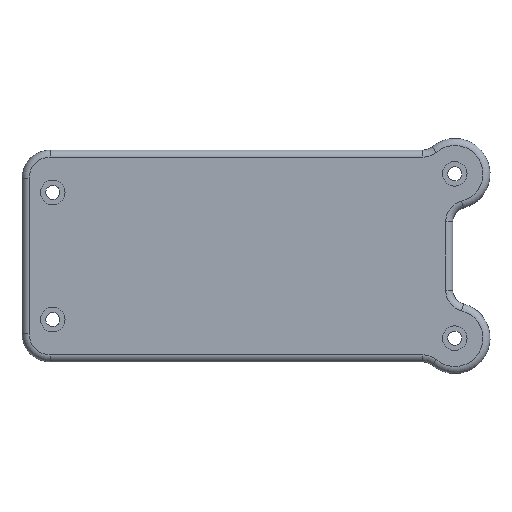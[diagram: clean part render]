
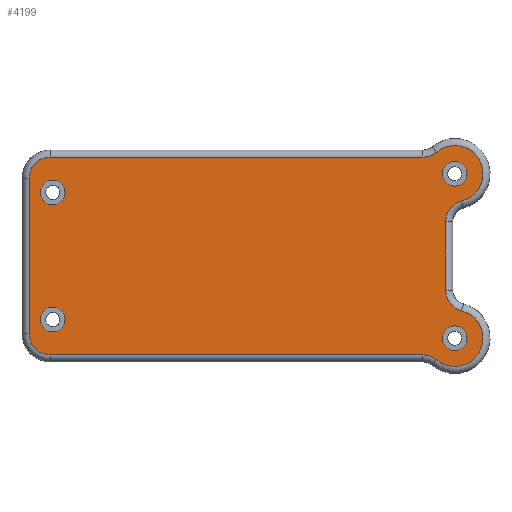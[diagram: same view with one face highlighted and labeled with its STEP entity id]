
A CAD part, front view. The second image highlights one B-rep face of the part: STEP entity #4199.
In plain terms, the highlighted planar face has unit normal (0, -1, 0).
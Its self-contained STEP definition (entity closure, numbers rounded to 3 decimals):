
#2=CARTESIAN_POINT('',(-26.15,0.,9.));
#3=DIRECTION('',(0.,1.,0.));
#4=DIRECTION('',(-1.,0.,0.));
#5=AXIS2_PLACEMENT_3D('',#2,#3,#4);
#7=CARTESIAN_POINT('',(-26.15,0.,9.));
#8=DIRECTION('',(0.,1.,0.));
#9=DIRECTION('',(1.,0.,0.));
#10=AXIS2_PLACEMENT_3D('',#7,#8,#9);
#12=CARTESIAN_POINT('',(-26.15,0.,-9.));
#13=DIRECTION('',(0.,1.,0.));
#14=DIRECTION('',(-1.,0.,0.));
#15=AXIS2_PLACEMENT_3D('',#12,#13,#14);
#17=CARTESIAN_POINT('',(-26.15,0.,-9.));
#18=DIRECTION('',(0.,1.,0.));
#19=DIRECTION('',(1.,0.,0.));
#20=AXIS2_PLACEMENT_3D('',#17,#18,#19);
#22=CARTESIAN_POINT('',(30.775,0.,11.642));
#23=DIRECTION('',(0.,1.,0.));
#24=DIRECTION('',(-1.,0.,0.));
#25=AXIS2_PLACEMENT_3D('',#22,#23,#24);
#27=CARTESIAN_POINT('',(30.775,0.,11.642));
#28=DIRECTION('',(0.,1.,0.));
#29=DIRECTION('',(1.,0.,0.));
#30=AXIS2_PLACEMENT_3D('',#27,#28,#29);
#32=CARTESIAN_POINT('',(30.775,0.,-11.642));
#33=DIRECTION('',(0.,1.,0.));
#34=DIRECTION('',(-1.,0.,0.));
#35=AXIS2_PLACEMENT_3D('',#32,#33,#34);
#37=CARTESIAN_POINT('',(30.775,0.,-11.642));
#38=DIRECTION('',(0.,1.,0.));
#39=DIRECTION('',(1.,0.,0.));
#40=AXIS2_PLACEMENT_3D('',#37,#38,#39);
#42=CARTESIAN_POINT('',(32.5,0.,-4.858));
#43=DIRECTION('',(0.,1.,0.));
#44=DIRECTION('',(-0.246,0.,-0.969));
#45=AXIS2_PLACEMENT_3D('',#42,#43,#44);
#47=CARTESIAN_POINT('',(30.775,0.,-11.642));
#48=DIRECTION('',(0.,-1.,0.));
#49=DIRECTION('',(-0.644,0.,-0.765));
#50=AXIS2_PLACEMENT_3D('',#47,#48,#49);
#52=CARTESIAN_POINT('',(26.27,0.,-17.));
#53=DIRECTION('',(0.,1.,0.));
#54=DIRECTION('',(0.,0.,1.));
#55=AXIS2_PLACEMENT_3D('',#52,#53,#54);
#57=DIRECTION('',(1.,0.,0.));
#58=VECTOR('',#57,52.77);
#59=CARTESIAN_POINT('',(-26.5,0.,-14.));
#60=LINE('',#59,#58);
#61=CARTESIAN_POINT('',(-26.5,0.,-11.));
#62=DIRECTION('',(0.,-1.,0.));
#63=DIRECTION('',(-1.,0.,0.));
#64=AXIS2_PLACEMENT_3D('',#61,#62,#63);
#66=DIRECTION('',(0.,0.,-1.));
#67=VECTOR('',#66,22.);
#68=CARTESIAN_POINT('',(-29.5,0.,11.));
#69=LINE('',#68,#67);
#70=CARTESIAN_POINT('',(-26.5,0.,11.));
#71=DIRECTION('',(0.,-1.,0.));
#72=DIRECTION('',(0.,0.,1.));
#73=AXIS2_PLACEMENT_3D('',#70,#71,#72);
#75=DIRECTION('',(-1.,0.,0.));
#76=VECTOR('',#75,52.77);
#77=CARTESIAN_POINT('',(26.27,0.,14.));
#78=LINE('',#77,#76);
#79=CARTESIAN_POINT('',(26.27,0.,17.));
#80=DIRECTION('',(0.,1.,0.));
#81=DIRECTION('',(0.644,0.,-0.765));
#82=AXIS2_PLACEMENT_3D('',#79,#80,#81);
#84=CARTESIAN_POINT('',(30.775,0.,11.642));
#85=DIRECTION('',(0.,-1.,0.));
#86=DIRECTION('',(0.246,0.,-0.969));
#87=AXIS2_PLACEMENT_3D('',#84,#85,#86);
#89=CARTESIAN_POINT('',(32.5,0.,4.858));
#90=DIRECTION('',(0.,1.,0.));
#91=DIRECTION('',(-1.,0.,0.));
#92=AXIS2_PLACEMENT_3D('',#89,#90,#91);
#94=DIRECTION('',(0.,0.,1.));
#95=VECTOR('',#94,9.717);
#96=CARTESIAN_POINT('',(29.5,0.,-4.858));
#97=LINE('',#96,#95);
#3516=CARTESIAN_POINT('',(-27.9,0.,9.));
#3517=CARTESIAN_POINT('',(-24.4,0.,9.));
#3518=VERTEX_POINT('',#3516);
#3519=VERTEX_POINT('',#3517);
#3520=CARTESIAN_POINT('',(-27.9,0.,-9.));
#3521=CARTESIAN_POINT('',(-24.4,0.,-9.));
#3522=VERTEX_POINT('',#3520);
#3523=VERTEX_POINT('',#3521);
#3976=CARTESIAN_POINT('',(29.025,0.,11.642));
#3977=CARTESIAN_POINT('',(32.525,0.,11.642));
#3978=VERTEX_POINT('',#3976);
#3979=VERTEX_POINT('',#3977);
#3980=CARTESIAN_POINT('',(29.025,0.,-11.642));
#3981=CARTESIAN_POINT('',(32.525,0.,-11.642));
#3982=VERTEX_POINT('',#3980);
#3983=VERTEX_POINT('',#3981);
#4000=CARTESIAN_POINT('',(31.761,0.,
-7.766));
#4001=CARTESIAN_POINT('',(29.5,0.,
-4.858));
#4002=VERTEX_POINT('',#4000);
#4003=VERTEX_POINT('',#4001);
#4008=CARTESIAN_POINT('',(29.5,0.,4.858));
#4009=VERTEX_POINT('',#4008);
#4012=CARTESIAN_POINT('',(31.761,0.,
7.766));
#4013=VERTEX_POINT('',#4012);
#4016=CARTESIAN_POINT('',(28.201,0.,
14.704));
#4017=VERTEX_POINT('',#4016);
#4020=CARTESIAN_POINT('',(26.27,0.,
14.));
#4021=VERTEX_POINT('',#4020);
#4024=CARTESIAN_POINT('',(-26.5,0.,14.));
#4025=VERTEX_POINT('',#4024);
#4028=CARTESIAN_POINT('',(-29.5,0.,11.));
#4029=VERTEX_POINT('',#4028);
#4032=CARTESIAN_POINT('',(-29.5,0.,-11.));
#4033=VERTEX_POINT('',#4032);
#4036=CARTESIAN_POINT('',(-26.5,0.,-14.));
#4037=VERTEX_POINT('',#4036);
#4040=CARTESIAN_POINT('',(26.27,0.,-14.));
#4041=VERTEX_POINT('',#4040);
#4044=CARTESIAN_POINT('',(28.201,0.,
-14.704));
#4045=VERTEX_POINT('',#4044);
#4144=CARTESIAN_POINT('',(0.,0.,0.));
#4145=DIRECTION('',(0.,1.,0.));
#4146=DIRECTION('',(1.,0.,0.));
#4147=AXIS2_PLACEMENT_3D('',#4144,#4145,#4146);
#4148=PLANE('',#4147);
#4150=ORIENTED_EDGE('',*,*,#4149,.F.);
#4152=ORIENTED_EDGE('',*,*,#4151,.F.);
#4154=ORIENTED_EDGE('',*,*,#4153,.F.);
#4156=ORIENTED_EDGE('',*,*,#4155,.F.);
#4158=ORIENTED_EDGE('',*,*,#4157,.F.);
#4160=ORIENTED_EDGE('',*,*,#4159,.F.);
#4162=ORIENTED_EDGE('',*,*,#4161,.F.);
#4164=ORIENTED_EDGE('',*,*,#4163,.F.);
#4166=ORIENTED_EDGE('',*,*,#4165,.F.);
#4168=ORIENTED_EDGE('',*,*,#4167,.F.);
#4170=ORIENTED_EDGE('',*,*,#4169,.F.);
#4172=ORIENTED_EDGE('',*,*,#4171,.F.);
#4173=EDGE_LOOP('',(#4150,#4152,#4154,#4156,#4158,#4160,#4162,#4164,#4166,#4168,
#4170,#4172));
#4174=FACE_OUTER_BOUND('',#4173,.F.);
#4176=ORIENTED_EDGE('',*,*,#4175,.F.);
#4178=ORIENTED_EDGE('',*,*,#4177,.F.);
#4179=EDGE_LOOP('',(#4176,#4178));
#4180=FACE_BOUND('',#4179,.F.);
#4182=ORIENTED_EDGE('',*,*,#4181,.F.);
#4184=ORIENTED_EDGE('',*,*,#4183,.F.);
#4185=EDGE_LOOP('',(#4182,#4184));
#4186=FACE_BOUND('',#4185,.F.);
#4188=ORIENTED_EDGE('',*,*,#4187,.F.);
#4190=ORIENTED_EDGE('',*,*,#4189,.F.);
#4191=EDGE_LOOP('',(#4188,#4190));
#4192=FACE_BOUND('',#4191,.F.);
#4194=ORIENTED_EDGE('',*,*,#4193,.F.);
#4196=ORIENTED_EDGE('',*,*,#4195,.F.);
#4197=EDGE_LOOP('',(#4194,#4196));
#4198=FACE_BOUND('',#4197,.F.);
#4199=ADVANCED_FACE('',(#4174,#4180,#4186,#4192,#4198),#4148,.F.);
#6=CIRCLE('',#5,1.75);
#11=CIRCLE('',#10,1.75);
#16=CIRCLE('',#15,1.75);
#21=CIRCLE('',#20,1.75);
#26=CIRCLE('',#25,1.75);
#31=CIRCLE('',#30,1.75);
#36=CIRCLE('',#35,1.75);
#41=CIRCLE('',#40,1.75);
#46=CIRCLE('',#45,3.);
#51=CIRCLE('',#50,4.);
#56=CIRCLE('',#55,3.);
#65=CIRCLE('',#64,3.);
#74=CIRCLE('',#73,3.);
#83=CIRCLE('',#82,3.);
#88=CIRCLE('',#87,4.);
#93=CIRCLE('',#92,3.);
#4149=EDGE_CURVE('',#4002,#4003,#46,.T.);
#4151=EDGE_CURVE('',#4045,#4002,#51,.T.);
#4153=EDGE_CURVE('',#4041,#4045,#56,.T.);
#4155=EDGE_CURVE('',#4037,#4041,#60,.T.);
#4157=EDGE_CURVE('',#4033,#4037,#65,.T.);
#4159=EDGE_CURVE('',#4029,#4033,#69,.T.);
#4161=EDGE_CURVE('',#4025,#4029,#74,.T.);
#4163=EDGE_CURVE('',#4021,#4025,#78,.T.);
#4165=EDGE_CURVE('',#4017,#4021,#83,.T.);
#4167=EDGE_CURVE('',#4013,#4017,#88,.T.);
#4169=EDGE_CURVE('',#4009,#4013,#93,.T.);
#4171=EDGE_CURVE('',#4003,#4009,#97,.T.);
#4175=EDGE_CURVE('',#3518,#3519,#6,.T.);
#4177=EDGE_CURVE('',#3519,#3518,#11,.T.);
#4181=EDGE_CURVE('',#3522,#3523,#16,.T.);
#4183=EDGE_CURVE('',#3523,#3522,#21,.T.);
#4187=EDGE_CURVE('',#3978,#3979,#26,.T.);
#4189=EDGE_CURVE('',#3979,#3978,#31,.T.);
#4193=EDGE_CURVE('',#3982,#3983,#36,.T.);
#4195=EDGE_CURVE('',#3983,#3982,#41,.T.);
